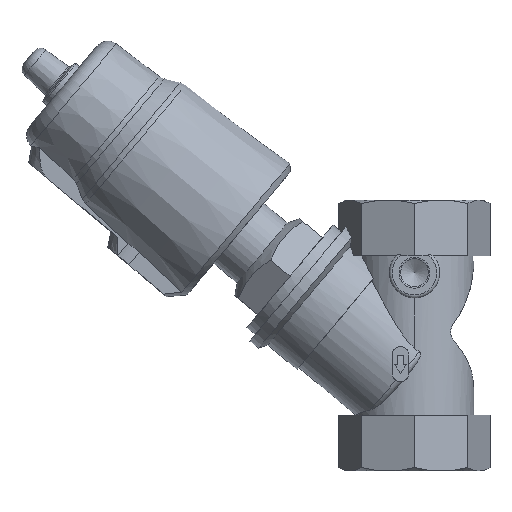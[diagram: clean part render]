
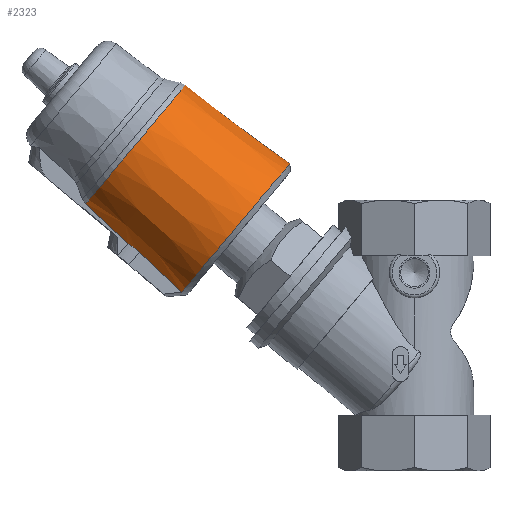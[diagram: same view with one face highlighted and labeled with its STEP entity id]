
A CAD part, left-side view. The second image highlights one B-rep face of the part: STEP entity #2323.
In plain terms, the highlighted conical face has half-angle 3 degrees and reference radius 28.445 mm.
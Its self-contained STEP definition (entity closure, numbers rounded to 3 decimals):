
#38=CONICAL_SURFACE('',#2571,28.445,0.052);
#469=B_SPLINE_CURVE_WITH_KNOTS('',3,(#3907,#3908,#3909,#3910,#3911,#3912,
#3913,#3914,#3915,#3916,#3917,#3918,#3919,#3920,#3921,#3922,#3923,#3924,
#3925,#3926,#3927,#3928,#3929,#3930,#3931,#3932,#3933,#3934,#3935,#3936,
#3937,#3938,#3939,#3940,#3941,#3942,#3943,#3944,#3945,#3946,#3947,#3948,
#3949),.UNSPECIFIED.,.F.,.F.,(4,1,1,1,1,1,1,1,1,1,1,1,1,1,1,1,1,1,1,1,1,
1,1,1,1,1,1,1,1,1,1,1,1,1,1,1,1,1,1,1,4),(0.107,0.112,
0.115,0.118,0.123,0.126,
0.129,0.131,0.134,0.137,
0.14,0.142,0.145,0.15,
0.153,0.156,0.161,0.164,
0.167,0.172,0.177,0.183,
0.188,0.194,0.199,0.205,
0.21,0.215,0.221,0.226,
0.232,0.237,0.243,0.248,
0.253,0.259,0.264,0.267,
0.27,0.275,0.28),.UNSPECIFIED.);
#483=B_SPLINE_CURVE_WITH_KNOTS('',3,(#4089,#4090,#4091,#4092),
 .UNSPECIFIED.,.F.,.F.,(4,4),(0.063,0.084),
 .UNSPECIFIED.);
#486=B_SPLINE_CURVE_WITH_KNOTS('',3,(#4106,#4107,#4108,#4109),
 .UNSPECIFIED.,.F.,.F.,(4,4),(0.063,0.084),
 .UNSPECIFIED.);
#488=B_SPLINE_CURVE_WITH_KNOTS('',3,(#4118,#4119,#4120,#4121,#4122),
 .UNSPECIFIED.,.F.,.F.,(4,1,4),(0.001,0.004,
0.007),.UNSPECIFIED.);
#490=B_SPLINE_CURVE_WITH_KNOTS('',3,(#4134,#4135,#4136,#4137),
 .UNSPECIFIED.,.F.,.F.,(4,4),(0.001,0.006),
 .UNSPECIFIED.);
#492=B_SPLINE_CURVE_WITH_KNOTS('',3,(#4150,#4151,#4152,#4153),
 .UNSPECIFIED.,.F.,.F.,(4,4),(0.001,0.022),
 .UNSPECIFIED.);
#493=B_SPLINE_CURVE_WITH_KNOTS('',3,(#4155,#4156,#4157,#4158),
 .UNSPECIFIED.,.F.,.F.,(4,4),(0.001,0.022),
 .UNSPECIFIED.);
#789=ORIENTED_EDGE('',*,*,#1386,.T.);
#790=ORIENTED_EDGE('',*,*,#1331,.T.);
#791=ORIENTED_EDGE('',*,*,#1387,.F.);
#792=ORIENTED_EDGE('',*,*,#1376,.F.);
#793=ORIENTED_EDGE('',*,*,#1373,.F.);
#794=ORIENTED_EDGE('',*,*,#1371,.T.);
#795=ORIENTED_EDGE('',*,*,#1369,.T.);
#796=ORIENTED_EDGE('',*,*,#1380,.F.);
#1331=EDGE_CURVE('',#1653,#1652,#469,.T.);
#1369=EDGE_CURVE('',#1683,#1682,#483,.T.);
#1371=EDGE_CURVE('',#1684,#1683,#1842,.T.);
#1373=EDGE_CURVE('',#1684,#1685,#486,.T.);
#1376=EDGE_CURVE('',#1685,#1687,#488,.T.);
#1380=EDGE_CURVE('',#1689,#1682,#490,.T.);
#1386=EDGE_CURVE('',#1689,#1653,#492,.T.);
#1387=EDGE_CURVE('',#1687,#1652,#493,.T.);
#1652=VERTEX_POINT('',#3906);
#1653=VERTEX_POINT('',#3950);
#1682=VERTEX_POINT('',#4088);
#1683=VERTEX_POINT('',#4093);
#1684=VERTEX_POINT('',#4100);
#1685=VERTEX_POINT('',#4110);
#1687=VERTEX_POINT('',#4123);
#1689=VERTEX_POINT('',#4132);
#1842=CIRCLE('',#2561,28.445);
#1938=EDGE_LOOP('',(#789,#790,#791,#792,#793,#794,#795,#796));
#2129=FACE_BOUND('',#1938,.T.);
#2323=ADVANCED_FACE('',(#2129),#38,.T.);
#2561=AXIS2_PLACEMENT_3D('',#4099,#2973,#2974);
#2571=AXIS2_PLACEMENT_3D('',#4159,#2998,#2999);
#2973=DIRECTION('',(0.643,-0.766,0.));
#2974=DIRECTION('',(0.766,0.643,0.));
#2998=DIRECTION('',(0.643,-0.766,0.));
#2999=DIRECTION('',(0.766,0.643,0.));
#3906=CARTESIAN_POINT('',(-64.064,83.317,10.));
#3907=CARTESIAN_POINT('',(-64.064,83.317,-10.));
#3908=CARTESIAN_POINT('',(-64.511,82.942,-11.705));
#3909=CARTESIAN_POINT('',(-65.349,82.238,-14.182));
#3910=CARTESIAN_POINT('',(-66.812,81.01,-17.301));
#3911=CARTESIAN_POINT('',(-68.455,79.632,-20.196));
#3912=CARTESIAN_POINT('',(-70.382,78.015,-22.802));
#3913=CARTESIAN_POINT('',(-72.574,76.175,-25.07));
#3914=CARTESIAN_POINT('',(-74.303,74.725,-26.554));
#3915=CARTESIAN_POINT('',(-76.123,73.197,-27.838));
#3916=CARTESIAN_POINT('',(-78.046,71.584,-28.92));
#3917=CARTESIAN_POINT('',(-80.031,69.918,-29.774));
#3918=CARTESIAN_POINT('',(-82.045,68.228,-30.391));
#3919=CARTESIAN_POINT('',(-84.094,66.509,-30.779));
#3920=CARTESIAN_POINT('',(-86.889,64.163,-30.982));
#3921=CARTESIAN_POINT('',(-89.651,61.845,-30.702));
#3922=CARTESIAN_POINT('',(-92.353,59.577,-29.959));
#3923=CARTESIAN_POINT('',(-95.035,57.327,-28.891));
#3924=CARTESIAN_POINT('',(-97.547,55.219,-27.392));
#3925=CARTESIAN_POINT('',(-99.893,53.25,-25.477));
#3926=CARTESIAN_POINT('',(-102.13,51.374,-23.268));
#3927=CARTESIAN_POINT('',(-104.577,49.32,-20.112));
#3928=CARTESIAN_POINT('',(-107.011,47.277,-15.623));
#3929=CARTESIAN_POINT('',(-108.773,45.799,-10.737));
#3930=CARTESIAN_POINT('',(-109.875,44.874,-5.442));
#3931=CARTESIAN_POINT('',(-110.241,44.567,0.007));
#3932=CARTESIAN_POINT('',(-109.876,44.874,5.433));
#3933=CARTESIAN_POINT('',(-108.774,45.798,10.733));
#3934=CARTESIAN_POINT('',(-107.013,47.276,15.619));
#3935=CARTESIAN_POINT('',(-104.58,49.318,20.108));
#3936=CARTESIAN_POINT('',(-101.64,51.785,23.901));
#3937=CARTESIAN_POINT('',(-98.17,54.696,27.024));
#3938=CARTESIAN_POINT('',(-94.411,57.851,29.263));
#3939=CARTESIAN_POINT('',(-90.329,61.276,30.637));
#3940=CARTESIAN_POINT('',(-86.208,64.734,31.05));
#3941=CARTESIAN_POINT('',(-82.016,68.252,30.507));
#3942=CARTESIAN_POINT('',(-78.035,71.593,29.042));
#3943=CARTESIAN_POINT('',(-74.244,74.774,26.649));
#3944=CARTESIAN_POINT('',(-71.455,77.114,24.015));
#3945=CARTESIAN_POINT('',(-69.417,78.824,21.499));
#3946=CARTESIAN_POINT('',(-67.587,80.36,18.798));
#3947=CARTESIAN_POINT('',(-65.646,81.989,15.048));
#3948=CARTESIAN_POINT('',(-64.51,82.942,11.704));
#3949=CARTESIAN_POINT('',(-64.064,83.317,10.));
#3950=CARTESIAN_POINT('',(-64.064,83.317,-10.));
#4088=CARTESIAN_POINT('',(-81.554,102.678,-8.5));
#4089=CARTESIAN_POINT('',(-95.675,117.747,-8.5));
#4090=CARTESIAN_POINT('',(-90.967,112.725,-8.5));
#4091=CARTESIAN_POINT('',(-86.261,107.702,-8.5));
#4092=CARTESIAN_POINT('',(-81.554,102.678,-8.5));
#4093=CARTESIAN_POINT('',(-95.675,117.747,-8.5));
#4099=CARTESIAN_POINT('',(-116.47,100.298,0.));
#4100=CARTESIAN_POINT('',(-95.675,117.747,8.5));
#4106=CARTESIAN_POINT('',(-95.675,117.747,8.5));
#4107=CARTESIAN_POINT('',(-90.967,112.725,8.5));
#4108=CARTESIAN_POINT('',(-86.261,107.702,8.5));
#4109=CARTESIAN_POINT('',(-81.554,102.678,8.5));
#4110=CARTESIAN_POINT('',(-81.554,102.678,8.5));
#4118=CARTESIAN_POINT('',(-81.554,102.678,8.5));
#4119=CARTESIAN_POINT('',(-81.131,102.014,8.984));
#4120=CARTESIAN_POINT('',(-80.149,100.596,9.742));
#4121=CARTESIAN_POINT('',(-78.963,99.195,10.));
#4122=CARTESIAN_POINT('',(-78.323,98.513,10.));
#4123=CARTESIAN_POINT('',(-78.323,98.513,10.));
#4132=CARTESIAN_POINT('',(-78.323,98.513,-10.));
#4134=CARTESIAN_POINT('',(-78.323,98.513,-10.));
#4135=CARTESIAN_POINT('',(-79.588,99.861,-10.));
#4136=CARTESIAN_POINT('',(-80.698,101.335,-9.479));
#4137=CARTESIAN_POINT('',(-81.554,102.678,-8.5));
#4150=CARTESIAN_POINT('',(-78.323,98.513,-10.));
#4151=CARTESIAN_POINT('',(-73.569,93.448,-10.));
#4152=CARTESIAN_POINT('',(-68.816,88.383,-10.));
#4153=CARTESIAN_POINT('',(-64.064,83.317,-10.));
#4155=CARTESIAN_POINT('',(-78.323,98.513,10.));
#4156=CARTESIAN_POINT('',(-73.569,93.448,10.));
#4157=CARTESIAN_POINT('',(-68.816,88.383,10.));
#4158=CARTESIAN_POINT('',(-64.064,83.317,10.));
#4159=CARTESIAN_POINT('',(-116.47,100.298,0.));
